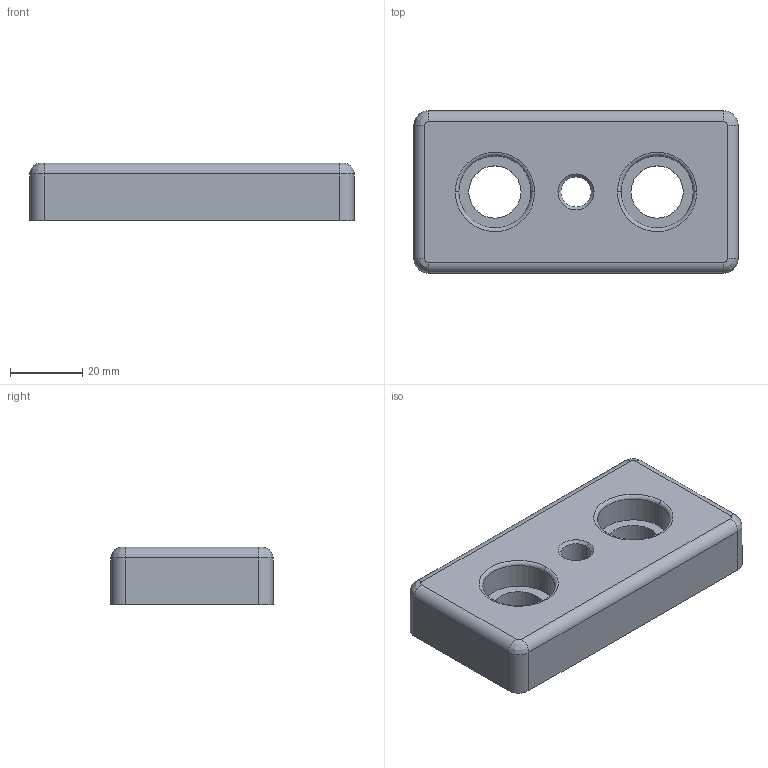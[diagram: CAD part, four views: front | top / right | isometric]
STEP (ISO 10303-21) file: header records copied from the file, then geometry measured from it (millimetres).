
FILE_DESCRIPTION (( 'STEP AP214' ), '1' );
FILE_NAME ('093t45901012s.STEP', '2014-08-28T09:32:46', ( '' ), ( '' ), 'SwSTEP 2.0', 'SolidWorks 2014', '' );
FILE_SCHEMA (( 'AUTOMOTIVE_DESIGN' ));
Length unit declared in the file: millimetre
Products named in the file (1): 093t45901012s
Bounding box: 90 x 45 x 16 mm (x, y, z)
Volume: 39701.3 mm3; surface area: 18287.9 mm2
Topology: 1 solids, 1 shells, 226 faces, 539 edges, 303 vertices
Faces by surface type: cylinder 98, bspline 80, plane 44, cone 4
Entity records: 9968 total; most frequent: CARTESIAN_POINT 2491, DIRECTION 1090, ORIENTED_EDGE 1034, EDGE_CURVE 517, AXIS2_PLACEMENT_3D 446, VERTEX_POINT 303, CIRCLE 299, EDGE_LOOP 242
